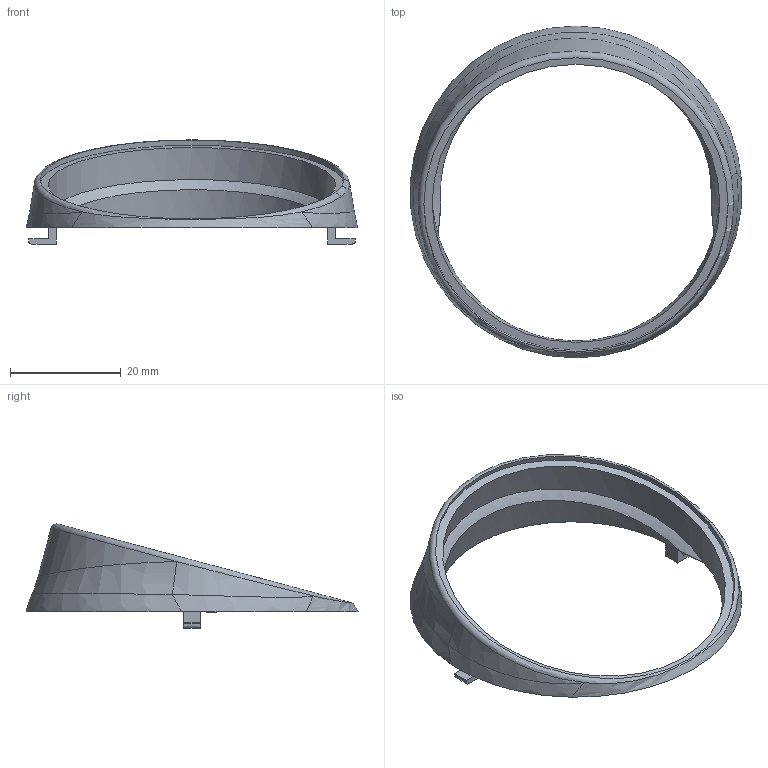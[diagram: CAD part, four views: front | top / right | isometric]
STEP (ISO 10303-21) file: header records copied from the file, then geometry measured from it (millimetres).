
FILE_DESCRIPTION(/* description */ (''),/* implementation_level */ '2;1');
FILE_NAME(/* name */ 'plantHolder.step',/* time_stamp */ '2025-04-13T18:40:45+03:00',/* author */ (''),/* organization */ (''),/* preprocessor_version */ 'ST-DEVELOPER v20.1',/* originating_system */ 'Autodesk Translation Framework v14.4.0.0',/* authorisation */ '');
FILE_SCHEMA (('AUTOMOTIVE_DESIGN { 1 0 10303 214 3 1 1 }'));
Length unit declared in the file: millimetre
Products named in the file (1): (Unsaved)
Bounding box: 59.88 x 60 x 18.84 mm (x, y, z)
Volume: 9550.9 mm3; surface area: 8692 mm2
Topology: 3 solids, 3 shells, 55 faces, 137 edges, 86 vertices
Faces by surface type: plane 26, bspline 19, cylinder 8, torus 2
Full cylindrical faces by diameter (mm): 52 x2, 55 x2
Entity records: 3238 total; most frequent: CARTESIAN_POINT 2006, ORIENTED_EDGE 266, DIRECTION 211, EDGE_CURVE 133, VERTEX_POINT 84, AXIS2_PLACEMENT_3D 77, EDGE_LOOP 59, LINE 57
